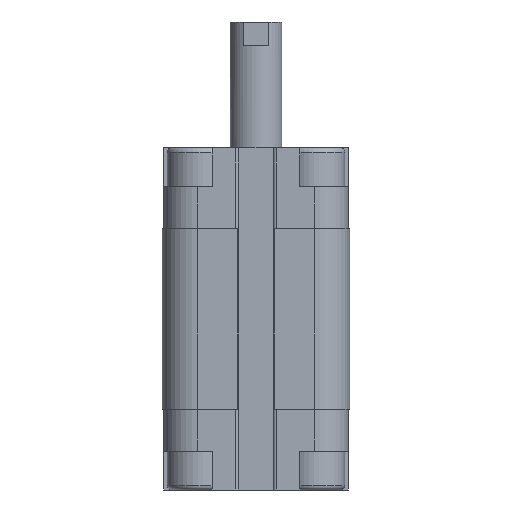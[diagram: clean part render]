
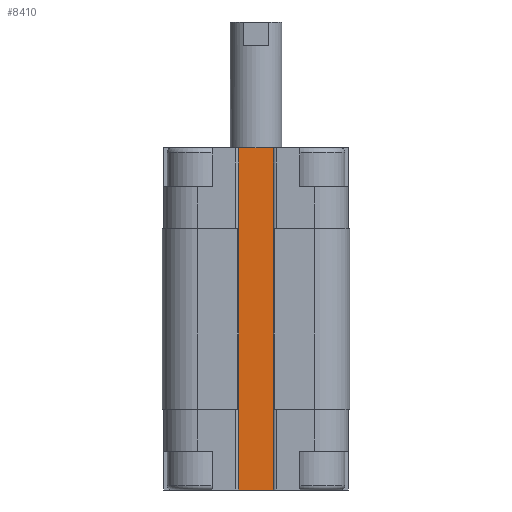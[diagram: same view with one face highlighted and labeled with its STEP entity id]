
A CAD part, front view. The second image highlights one B-rep face of the part: STEP entity #8410.
In plain terms, the highlighted face is planar.
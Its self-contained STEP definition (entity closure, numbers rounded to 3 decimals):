
#161=LINE('',#12753,#933);
#192=LINE('',#12888,#964);
#193=LINE('',#12893,#965);
#261=LINE('',#13059,#1033);
#262=LINE('',#13061,#1034);
#263=LINE('',#13063,#1035);
#264=LINE('',#13065,#1036);
#265=LINE('',#13067,#1037);
#266=LINE('',#13069,#1038);
#267=LINE('',#13071,#1039);
#268=LINE('',#13073,#1040);
#269=LINE('',#13074,#1041);
#933=VECTOR('',#9916,1000.);
#964=VECTOR('',#10029,1000.);
#965=VECTOR('',#10034,1000.);
#1033=VECTOR('',#10196,1000.);
#1034=VECTOR('',#10199,1000.);
#1035=VECTOR('',#10200,1000.);
#1036=VECTOR('',#10201,1000.);
#1037=VECTOR('',#10202,1000.);
#1038=VECTOR('',#10203,1000.);
#1039=VECTOR('',#10204,1000.);
#1040=VECTOR('',#10205,1000.);
#1041=VECTOR('',#10206,1000.);
#1640=PLANE('',#9039);
#2774=ORIENTED_EDGE('',*,*,#4967,.F.);
#2775=ORIENTED_EDGE('',*,*,#5121,.F.);
#2776=ORIENTED_EDGE('',*,*,#5034,.F.);
#2777=ORIENTED_EDGE('',*,*,#5122,.F.);
#2778=ORIENTED_EDGE('',*,*,#5123,.T.);
#2779=ORIENTED_EDGE('',*,*,#5124,.F.);
#2780=ORIENTED_EDGE('',*,*,#5125,.T.);
#2781=ORIENTED_EDGE('',*,*,#5126,.T.);
#2782=ORIENTED_EDGE('',*,*,#5127,.T.);
#2783=ORIENTED_EDGE('',*,*,#5128,.T.);
#2784=ORIENTED_EDGE('',*,*,#5036,.F.);
#2785=ORIENTED_EDGE('',*,*,#5129,.T.);
#4967=EDGE_CURVE('',#6178,#6179,#161,.T.);
#5034=EDGE_CURVE('',#6241,#6238,#192,.T.);
#5036=EDGE_CURVE('',#6243,#6244,#193,.T.);
#5121=EDGE_CURVE('',#6238,#6178,#261,.T.);
#5122=EDGE_CURVE('',#6295,#6241,#262,.T.);
#5123=EDGE_CURVE('',#6295,#6296,#263,.T.);
#5124=EDGE_CURVE('',#6297,#6296,#264,.T.);
#5125=EDGE_CURVE('',#6297,#6298,#265,.T.);
#5126=EDGE_CURVE('',#6298,#6299,#266,.T.);
#5127=EDGE_CURVE('',#6299,#6300,#267,.T.);
#5128=EDGE_CURVE('',#6300,#6244,#268,.T.);
#5129=EDGE_CURVE('',#6243,#6179,#269,.T.);
#6178=VERTEX_POINT('',#12752);
#6179=VERTEX_POINT('',#12754);
#6238=VERTEX_POINT('',#12882);
#6241=VERTEX_POINT('',#12887);
#6243=VERTEX_POINT('',#12892);
#6244=VERTEX_POINT('',#12894);
#6295=VERTEX_POINT('',#13062);
#6296=VERTEX_POINT('',#13064);
#6297=VERTEX_POINT('',#13066);
#6298=VERTEX_POINT('',#13068);
#6299=VERTEX_POINT('',#13070);
#6300=VERTEX_POINT('',#13072);
#7173=EDGE_LOOP('',(#2774,#2775,#2776,#2777,#2778,#2779,#2780,#2781,#2782,
#2783,#2784,#2785));
#7785=FACE_BOUND('',#7173,.T.);
#8410=ADVANCED_FACE('',(#7785),#1640,.T.);
#9039=AXIS2_PLACEMENT_3D('',#13060,#10197,#10198);
#9916=DIRECTION('',(-1.,0.,0.));
#10029=DIRECTION('',(-1.,0.,0.));
#10034=DIRECTION('',(-1.,0.,0.));
#10196=DIRECTION('',(0.,0.,1.));
#10197=DIRECTION('',(0.,1.,0.));
#10198=DIRECTION('',(0.,0.,1.));
#10199=DIRECTION('',(0.,0.,1.));
#10200=DIRECTION('',(-1.,0.,0.));
#10201=DIRECTION('',(0.,0.,1.));
#10202=DIRECTION('',(-1.,0.,0.));
#10203=DIRECTION('',(0.,0.,1.));
#10204=DIRECTION('',(-1.,0.,0.));
#10205=DIRECTION('',(0.,0.,1.));
#10206=DIRECTION('',(0.,0.,1.));
#12752=CARTESIAN_POINT('',(3.,9.5,0.));
#12753=CARTESIAN_POINT('',(3.,9.5,0.));
#12754=CARTESIAN_POINT('',(-3.,9.5,0.));
#12882=CARTESIAN_POINT('',(3.,9.5,-12.5));
#12887=CARTESIAN_POINT('',(3.2,9.5,-12.5));
#12888=CARTESIAN_POINT('',(3.2,9.5,-12.5));
#12892=CARTESIAN_POINT('',(-3.,9.5,-12.5));
#12893=CARTESIAN_POINT('',(-9.,9.5,-12.5));
#12894=CARTESIAN_POINT('',(-3.2,9.5,-12.5));
#13059=CARTESIAN_POINT('',(3.,9.5,-12.5));
#13060=CARTESIAN_POINT('',(3.,9.5,-12.5));
#13061=CARTESIAN_POINT('',(3.2,9.5,-40.5));
#13062=CARTESIAN_POINT('',(3.2,9.5,-40.5));
#13063=CARTESIAN_POINT('',(3.2,9.5,-40.5));
#13064=CARTESIAN_POINT('',(3.,9.5,-40.5));
#13065=CARTESIAN_POINT('',(3.,9.5,-53.));
#13066=CARTESIAN_POINT('',(3.,9.5,-53.));
#13067=CARTESIAN_POINT('',(3.,9.5,-53.));
#13068=CARTESIAN_POINT('',(-3.,9.5,-53.));
#13069=CARTESIAN_POINT('',(-3.,9.5,-53.));
#13070=CARTESIAN_POINT('',(-3.,9.5,-40.5));
#13071=CARTESIAN_POINT('',(3.2,9.5,-40.5));
#13072=CARTESIAN_POINT('',(-3.2,9.5,-40.5));
#13073=CARTESIAN_POINT('',(-3.2,9.5,-40.5));
#13074=CARTESIAN_POINT('',(-3.,9.5,-12.5));
